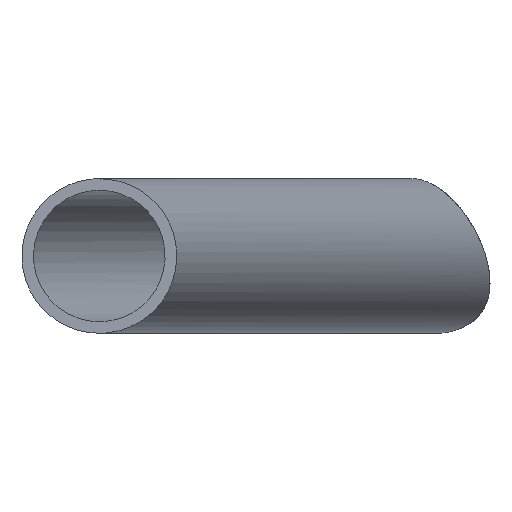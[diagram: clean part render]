
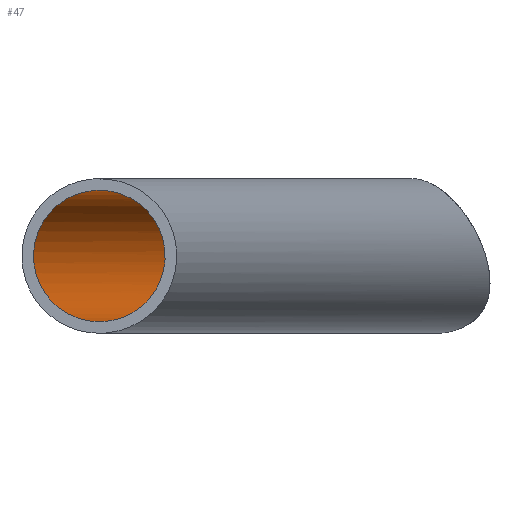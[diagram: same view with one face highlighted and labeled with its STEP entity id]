
A CAD part, left-side view. The second image highlights one B-rep face of the part: STEP entity #47.
In plain terms, the highlighted cylindrical face has radius 8.5 mm (diameter 17 mm), a partial arc.
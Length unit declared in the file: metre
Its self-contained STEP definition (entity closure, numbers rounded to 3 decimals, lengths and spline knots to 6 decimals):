
#47=ADVANCED_FACE('',(#106),#107,.F.);
#65=EDGE_CURVE('',#135,#136,#137,.T.);
#69=EDGE_CURVE('',#139,#142,#143,.T.);
#71=EDGE_CURVE('0:25',#145,#146,#147,.T.);
#73=EDGE_CURVE('',#142,#135,#149,.T.);
#106=FACE_OUTER_BOUND('',#175,.T.);
#107=CYLINDRICAL_SURFACE('',#176,0.0085);
#135=VERTEX_POINT('',#358);
#136=VERTEX_POINT('',#359);
#137=B_SPLINE_CURVE_WITH_KNOTS('',3,(#360,#361,#362,#363,#364,#365,#366,#367,#368),.UNSPECIFIED.,.F.,.F.,(4,2,1,2,4),(75.85695,81.313586,86.770222,92.226858,97.683494),.UNSPECIFIED.);
#139=VERTEX_POINT('',#371);
#142=VERTEX_POINT('',#401);
#143=B_SPLINE_CURVE_WITH_KNOTS('',3,(#402,#403,#404,#405),.UNSPECIFIED.,.F.,.F.,(4,4),(51.830197,55.223509),.UNSPECIFIED.);
#145=VERTEX_POINT('',#408);
#146=VERTEX_POINT('',#409);
#147=ELLIPSE('',#410,0.008553,0.0085);
#149=B_SPLINE_CURVE_WITH_KNOTS('',3,(#413,#414,#415,#416,#417,#418,#419,#420,#421,#422),.UNSPECIFIED.,.F.,.F.,(4,1,2,2,1,4),(55.223509,60.38187,65.54023,70.69859,73.27777,75.85695),.UNSPECIFIED.);
#175=EDGE_LOOP('',(#532,#533,#534,#535,#536,#537));
#176=AXIS2_PLACEMENT_3D('',#538,#539,#540);
#358=CARTESIAN_POINT('',(-1.668166,-0.179821,-0.043047));
#359=CARTESIAN_POINT('',(-1.669504,-0.187993,-0.0535));
#360=CARTESIAN_POINT('',(-1.668166,-0.179821,-0.043047));
#361=CARTESIAN_POINT('',(-1.667702,-0.179633,-0.044231));
#362=CARTESIAN_POINT('',(-1.667502,-0.179648,-0.045543));
#363=CARTESIAN_POINT('',(-1.6674,-0.180223,-0.048048));
#364=CARTESIAN_POINT('',(-1.66758,-0.181332,-0.050438));
#365=CARTESIAN_POINT('',(-1.668022,-0.183341,-0.052092));
#366=CARTESIAN_POINT('',(-1.668609,-0.185582,-0.053211));
#367=CARTESIAN_POINT('',(-1.668977,-0.18682,-0.0535));
#368=CARTESIAN_POINT('',(-1.669504,-0.187993,-0.0535));
#371=CARTESIAN_POINT('',(-1.681819,-0.185393,-0.0365));
#401=CARTESIAN_POINT('',(-1.679614,-0.184456,-0.036611));
#402=CARTESIAN_POINT('',(-1.681819,-0.185393,-0.0365));
#403=CARTESIAN_POINT('',(-1.68109,-0.185066,-0.0365));
#404=CARTESIAN_POINT('',(-1.680352,-0.184755,-0.036539));
#405=CARTESIAN_POINT('',(-1.679614,-0.184456,-0.036612));
#408=CARTESIAN_POINT('',(-1.873296,-0.144966,-0.0535));
#409=CARTESIAN_POINT('',(-1.873296,-0.144966,-0.0365));
#410=AXIS2_PLACEMENT_3D('',#585,#586,#587);
#413=CARTESIAN_POINT('',(-1.679614,-0.184456,-0.036612));
#414=CARTESIAN_POINT('',(-1.678492,-0.184002,-0.036722));
#415=CARTESIAN_POINT('',(-1.676243,-0.183146,-0.037099));
#416=CARTESIAN_POINT('',(-1.674056,-0.182328,-0.037812));
#417=CARTESIAN_POINT('',(-1.671972,-0.181514,-0.038766));
#418=CARTESIAN_POINT('',(-1.67098,-0.181103,-0.039367));
#419=CARTESIAN_POINT('',(-1.66971,-0.180534,-0.040546));
#420=CARTESIAN_POINT('',(-1.668941,-0.180173,-0.041426));
#421=CARTESIAN_POINT('',(-1.668386,-0.17991,-0.042487));
#422=CARTESIAN_POINT('',(-1.668166,-0.179821,-0.043047));
#532=ORIENTED_EDGE('',*,*,#596,.F.);
#533=ORIENTED_EDGE('',*,*,#71,.F.);
#534=ORIENTED_EDGE('',*,*,#597,.F.);
#535=ORIENTED_EDGE('',*,*,#65,.F.);
#536=ORIENTED_EDGE('',*,*,#73,.F.);
#537=ORIENTED_EDGE('',*,*,#69,.F.);
#538=CARTESIAN_POINT('',(-1.766648,-0.167483,-0.045));
#539=DIRECTION('',(0.978,-0.207,0.));
#540=DIRECTION('',(0.,0.,1.0));
#585=CARTESIAN_POINT('',(-1.873296,-0.144966,-0.045));
#586=DIRECTION('',(0.995,-0.096,0.));
#587=DIRECTION('',(-0.096,-0.995,0.));
#596=EDGE_CURVE('',#146,#139,#610,.T.);
#597=EDGE_CURVE('',#136,#145,#611,.T.);
#610=LINE('',#626,#627);
#611=LINE('',#628,#629);
#626=CARTESIAN_POINT('',(-1.766648,-0.167483,-0.0365));
#627=VECTOR('',#642,1.0);
#628=CARTESIAN_POINT('',(-1.766648,-0.167483,-0.0535));
#629=VECTOR('',#643,1.0);
#642=DIRECTION('',(0.978,-0.207,0.0));
#643=DIRECTION('',(-0.978,0.207,0.0));
